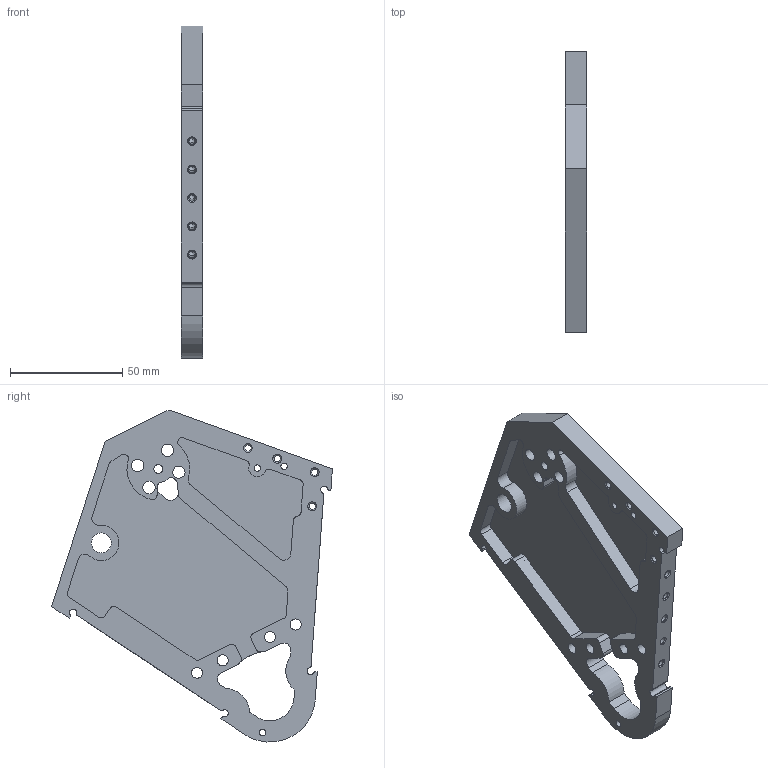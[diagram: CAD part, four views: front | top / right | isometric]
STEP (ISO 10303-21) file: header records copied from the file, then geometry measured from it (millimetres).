
FILE_DESCRIPTION(/* description */ (''),/* implementation_level */ '2;1');
FILE_NAME(/* name */ 'Upright L.step',/* time_stamp */ '2023-12-29T09:19:05-05:00',/* author */ (''),/* organization */ (''),/* preprocessor_version */ 'ST-DEVELOPER v20',/* originating_system */ 'Autodesk Translation Framework v12.14.0.127',/* authorisation */ '');
FILE_SCHEMA (('AUTOMOTIVE_DESIGN { 1 0 10303 214 3 1 1 }'));
Length unit declared in the file: millimetre
Products named in the file (1): Upright L
Bounding box: 9.53 x 125.35 x 148.17 mm (x, y, z)
Volume: 67433.1 mm3; surface area: 34486.8 mm2
Topology: 1 solids, 1 shells, 158 faces, 447 edges, 291 vertices
Faces by surface type: cylinder 83, plane 44, cone 31
Full cylindrical faces by diameter (mm): 2.9 x17, 4 x1, 4.915 x4, 5.5 x4, 8.89 x1
Entity records: 5250 total; most frequent: DIRECTION 956, CARTESIAN_POINT 887, ORIENTED_EDGE 874, EDGE_CURVE 437, AXIS2_PLACEMENT_3D 360, VERTEX_POINT 291, LINE 236, VECTOR 236
